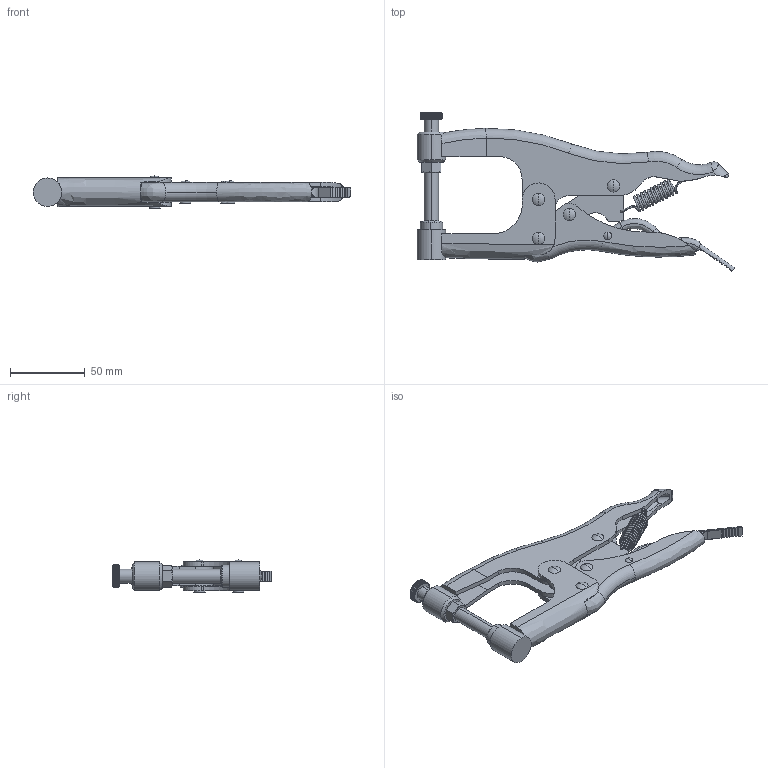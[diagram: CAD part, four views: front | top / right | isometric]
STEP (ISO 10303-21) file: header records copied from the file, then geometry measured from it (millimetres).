
FILE_DESCRIPTION (( 'STEP AP214' ), '1' );
FILE_NAME ('GH-51020(³æ¤@)-2.STEP', '2020-07-27T07:54:25', ( 'LinWei' ), ( '' ), 'SwSTEP 2.0', 'SolidWorks 2016', '' );
FILE_SCHEMA (( 'AUTOMOTIVE_DESIGN' ));
Length unit declared in the file: millimetre
Products named in the file (2): Group1^GH-51020(單一)-2; GH-51020(單一)-2
Assembly tree (1 placements, depth 2):
  GH-51020(單一)-2
    Group1^GH-51020(單一)-2
Bounding box: 212 x 105.86 x 21.5 mm (x, y, z)
Volume: 82958.5 mm3; surface area: 52638 mm2
Topology: 1 solids, 1 shells, 563 faces, 1352 edges, 815 vertices
Faces by surface type: plane 198, cylinder 154, cone 122, bspline 45, torus 34, sphere 10
Entity records: 30580 total; most frequent: CARTESIAN_POINT 17876, ORIENTED_EDGE 2696, DIRECTION 2489, EDGE_CURVE 1348, AXIS2_PLACEMENT_3D 1042, VERTEX_POINT 815, EDGE_LOOP 615, FACE_OUTER_BOUND 563
